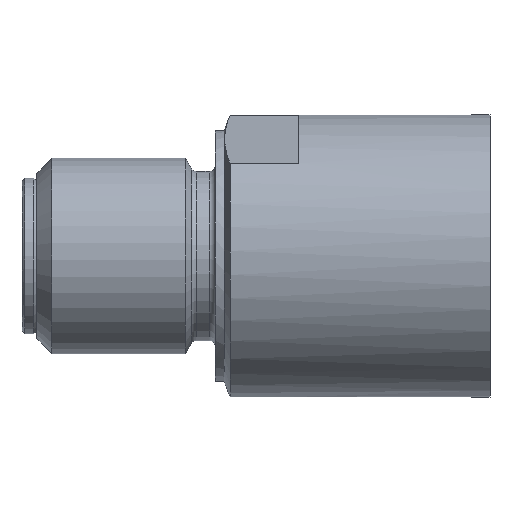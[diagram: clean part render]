
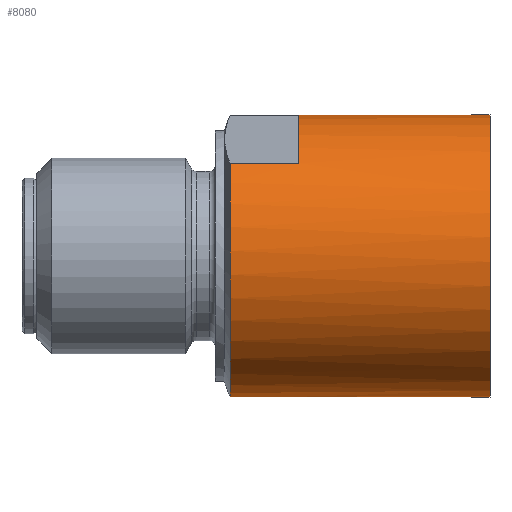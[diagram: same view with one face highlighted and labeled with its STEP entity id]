
A CAD part, top view. The second image highlights one B-rep face of the part: STEP entity #8080.
In plain terms, the highlighted cylindrical face has radius 9.5 mm (diameter 19 mm), a full revolution.
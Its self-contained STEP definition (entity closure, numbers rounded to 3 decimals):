
#47=CYLINDRICAL_SURFACE('',#8473,9.5);
#117=CIRCLE('',#8465,9.5);
#118=CIRCLE('',#8468,9.5);
#119=CIRCLE('',#8469,9.5);
#120=CIRCLE('',#8472,9.5);
#121=CIRCLE('',#8474,9.5);
#1380=ORIENTED_EDGE('',*,*,#2497,.T.);
#1381=ORIENTED_EDGE('',*,*,#2496,.F.);
#1382=ORIENTED_EDGE('',*,*,#2493,.T.);
#1383=ORIENTED_EDGE('',*,*,#2490,.F.);
#1384=ORIENTED_EDGE('',*,*,#2489,.T.);
#1385=ORIENTED_EDGE('',*,*,#2485,.F.);
#1386=ORIENTED_EDGE('',*,*,#2488,.F.);
#1387=ORIENTED_EDGE('',*,*,#2492,.F.);
#1388=ORIENTED_EDGE('',*,*,#2495,.F.);
#2485=EDGE_CURVE('',#3051,#3052,#117,.F.);
#2488=EDGE_CURVE('',#3054,#3051,#3775,.F.);
#2489=EDGE_CURVE('',#3053,#3052,#3776,.F.);
#2490=EDGE_CURVE('',#3053,#3055,#118,.T.);
#2492=EDGE_CURVE('',#3056,#3054,#119,.T.);
#2493=EDGE_CURVE('',#3057,#3055,#3777,.T.);
#2495=EDGE_CURVE('',#3058,#3056,#3779,.T.);
#2496=EDGE_CURVE('',#3057,#3058,#120,.F.);
#2497=EDGE_CURVE('',#3059,#3059,#121,.T.);
#3051=VERTEX_POINT('',#11563);
#3052=VERTEX_POINT('',#11564);
#3053=VERTEX_POINT('',#11572);
#3054=VERTEX_POINT('',#11573);
#3055=VERTEX_POINT('',#11578);
#3056=VERTEX_POINT('',#11584);
#3057=VERTEX_POINT('',#11588);
#3058=VERTEX_POINT('',#11590);
#3059=VERTEX_POINT('',#11596);
#3775=LINE('',#11574,#4483);
#3776=LINE('',#11575,#4484);
#3777=LINE('',#11587,#4485);
#3779=LINE('',#11591,#4487);
#4483=VECTOR('',#9842,1000.);
#4484=VECTOR('',#9843,1000.);
#4485=VECTOR('',#9852,1000.);
#4487=VECTOR('',#9854,1000.);
#4802=EDGE_LOOP('',(#1380));
#4803=EDGE_LOOP('',(#1381,#1382,#1383,#1384,#1385,#1386,#1387,#1388));
#5184=FACE_BOUND('',#4802,.T.);
#5185=FACE_BOUND('',#4803,.T.);
#8080=ADVANCED_FACE('',(#5184,#5185),#47,.T.);
#8465=AXIS2_PLACEMENT_3D('',#11562,#9837,#9838);
#8468=AXIS2_PLACEMENT_3D('',#11577,#9846,#9847);
#8469=AXIS2_PLACEMENT_3D('',#11585,#9848,#9849);
#8472=AXIS2_PLACEMENT_3D('',#11593,#9857,#9858);
#8473=AXIS2_PLACEMENT_3D('',#11594,#9859,#9860);
#8474=AXIS2_PLACEMENT_3D('',#11595,#9861,#9862);
#9837=DIRECTION('',(1.,0.,0.));
#9838=DIRECTION('',(0.,0.924,0.382));
#9842=DIRECTION('',(-1.,0.,0.));
#9843=DIRECTION('',(-1.,0.,0.));
#9846=DIRECTION('',(-1.,0.,0.));
#9847=DIRECTION('',(0.,-0.924,-0.382));
#9848=DIRECTION('',(-1.,0.,0.));
#9849=DIRECTION('',(0.,-0.924,-0.382));
#9852=DIRECTION('',(-1.,0.,0.));
#9854=DIRECTION('',(-1.,0.,0.));
#9857=DIRECTION('',(1.,0.,0.));
#9858=DIRECTION('',(0.,0.924,0.382));
#9859=DIRECTION('',(-1.,0.,0.));
#9860=DIRECTION('',(0.,-0.924,-0.382));
#9861=DIRECTION('',(-1.,0.,0.));
#9862=DIRECTION('',(0.,-0.924,-0.382));
#11562=CARTESIAN_POINT('',(17.618,0.,0.));
#11563=CARTESIAN_POINT('',(17.618,-6.236,-7.167));
#11564=CARTESIAN_POINT('',(17.618,-9.476,0.675));
#11572=CARTESIAN_POINT('',(13.,-9.476,0.675));
#11573=CARTESIAN_POINT('',(13.,-6.236,-7.167));
#11574=CARTESIAN_POINT('',(-30.,-6.236,-7.167));
#11575=CARTESIAN_POINT('',(-30.,-9.476,0.675));
#11577=CARTESIAN_POINT('',(13.,0.,0.));
#11578=CARTESIAN_POINT('',(13.,6.236,7.167));
#11584=CARTESIAN_POINT('',(13.,9.476,-0.675));
#11585=CARTESIAN_POINT('',(13.,0.,0.));
#11587=CARTESIAN_POINT('',(-30.,6.236,7.167));
#11588=CARTESIAN_POINT('',(17.618,6.236,7.167));
#11590=CARTESIAN_POINT('',(17.618,9.476,-0.675));
#11591=CARTESIAN_POINT('',(-30.,9.476,-0.675));
#11593=CARTESIAN_POINT('',(17.618,0.,0.));
#11594=CARTESIAN_POINT('',(-30.,0.,0.));
#11595=CARTESIAN_POINT('',(30.5,0.,0.));
#11596=CARTESIAN_POINT('',(30.5,-8.78,-3.628));
